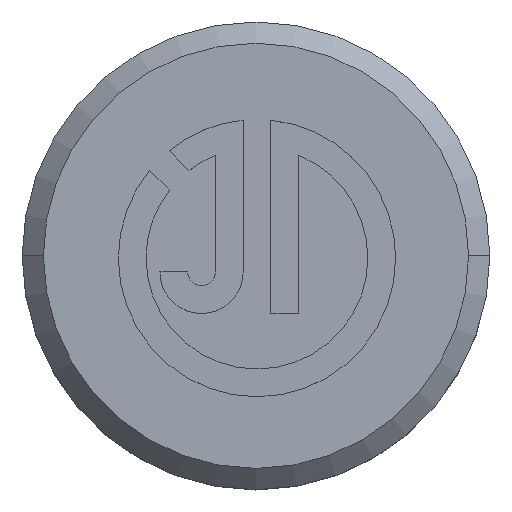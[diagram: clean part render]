
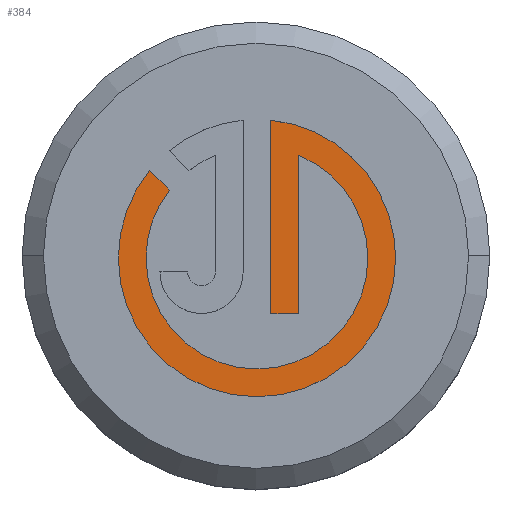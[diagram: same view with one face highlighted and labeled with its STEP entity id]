
A CAD part, top view. The second image highlights one B-rep face of the part: STEP entity #384.
In plain terms, the highlighted planar face has unit normal (0, 0, 1).
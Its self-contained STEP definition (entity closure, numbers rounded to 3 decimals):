
#10 = CARTESIAN_POINT ( 'NONE',  ( 0.023, -0.053, 39.9 ) ) ;
#15 = AXIS2_PLACEMENT_3D ( 'NONE', #1789, #979, #134 ) ;
#44 = AXIS2_PLACEMENT_3D ( 'NONE', #1547, #737, #1680 ) ;
#68 = DIRECTION ( 'NONE',  ( 1., 0., 0. ) ) ;
#79 = DIRECTION ( 'NONE',  ( 0., 0., 1. ) ) ;
#86 = EDGE_CURVE ( 'NONE', #962, #1565, #1348, .T. ) ;
#94 = CARTESIAN_POINT ( 'NONE',  ( -2.586, -0.053, 39.9 ) ) ;
#99 = CARTESIAN_POINT ( 'NONE',  ( 0.023, -0.053, 39.9 ) ) ;
#131 = DIRECTION ( 'NONE',  ( 0., 0., 1. ) ) ;
#133 = DIRECTION ( 'NONE',  ( 0., 0., 1. ) ) ;
#134 = DIRECTION ( 'NONE',  ( -1., 0., 0. ) ) ;
#199 = VERTEX_POINT ( 'NONE', #1191 ) ;
#239 = DIRECTION ( 'NONE',  ( -1., 0., 0. ) ) ;
#258 = VERTEX_POINT ( 'NONE', #94 ) ;
#266 = LINE ( 'NONE', #1130, #1330 ) ;
#273 = ORIENTED_EDGE ( 'NONE', *, *, #1103, .T. ) ;
#300 = CARTESIAN_POINT ( 'NONE',  ( 1.001, 2.365, 39.9 ) ) ;
#360 = EDGE_CURVE ( 'NONE', #1565, #1392, #1195, .T. ) ;
#365 = CARTESIAN_POINT ( 'NONE',  ( 0., 0., 39.9 ) ) ;
#384 = ADVANCED_FACE ( 'NONE', ( #1516 ), #643, .T. ) ;
#389 = DIRECTION ( 'NONE',  ( 0., -1., 0. ) ) ;
#492 = ORIENTED_EDGE ( 'NONE', *, *, #1144, .T. ) ;
#558 = AXIS2_PLACEMENT_3D ( 'NONE', #975, #131, #1107 ) ;
#581 = LINE ( 'NONE', #1765, #913 ) ;
#587 = DIRECTION ( 'NONE',  ( 1., 0., 0. ) ) ;
#588 = CARTESIAN_POINT ( 'NONE',  ( 1.001, 0., 39.9 ) ) ;
#620 = EDGE_CURVE ( 'NONE', #1143, #199, #940, .T. ) ;
#637 = CARTESIAN_POINT ( 'NONE',  ( 0.023, -0.053, 39.9 ) ) ;
#641 = VERTEX_POINT ( 'NONE', #707 ) ;
#643 = PLANE ( 'NONE',  #1585 ) ;
#650 = DIRECTION ( 'NONE',  ( 0., 0., 1. ) ) ;
#670 = ORIENTED_EDGE ( 'NONE', *, *, #360, .T. ) ;
#707 = CARTESIAN_POINT ( 'NONE',  ( 0.349, 3.191, 39.9 ) ) ;
#728 = DIRECTION ( 'NONE',  ( -0.707, 0.707, 0. ) ) ;
#737 = DIRECTION ( 'NONE',  ( 0., 0., -1. ) ) ;
#765 = AXIS2_PLACEMENT_3D ( 'NONE', #10, #133, #1060 ) ;
#788 = CARTESIAN_POINT ( 'NONE',  ( 3.283, -0.053, 39.9 ) ) ;
#795 = DIRECTION ( 'NONE',  ( 1., 0., 0. ) ) ;
#822 = EDGE_LOOP ( 'NONE', ( #1540, #1366, #273, #1069, #1246, #670, #1048, #909, #492, #1064 ) ) ;
#839 = VERTEX_POINT ( 'NONE', #1598 ) ;
#895 = VECTOR ( 'NONE', #1554, 1000. ) ;
#909 = ORIENTED_EDGE ( 'NONE', *, *, #1542, .T. ) ;
#913 = VECTOR ( 'NONE', #389, 1000. ) ;
#940 = CIRCLE ( 'NONE', #15, 2.608 ) ;
#956 = CARTESIAN_POINT ( 'NONE',  ( -3.238, -0.053, 39.9 ) ) ;
#962 = VERTEX_POINT ( 'NONE', #1372 ) ;
#975 = CARTESIAN_POINT ( 'NONE',  ( 0.023, -0.053, 39.9 ) ) ;
#979 = DIRECTION ( 'NONE',  ( 0., 0., -1. ) ) ;
#983 = EDGE_CURVE ( 'NONE', #1392, #641, #1299, .T. ) ;
#993 = CARTESIAN_POINT ( 'NONE',  ( 1.001, -1.357, 39.9 ) ) ;
#1048 = ORIENTED_EDGE ( 'NONE', *, *, #983, .T. ) ;
#1060 = DIRECTION ( 'NONE',  ( 1., 0., 0. ) ) ;
#1064 = ORIENTED_EDGE ( 'NONE', *, *, #1781, .T. ) ;
#1069 = ORIENTED_EDGE ( 'NONE', *, *, #1746, .T. ) ;
#1080 = DIRECTION ( 'NONE',  ( 0., 0., -1. ) ) ;
#1103 = EDGE_CURVE ( 'NONE', #258, #1590, #1490, .T. ) ;
#1107 = DIRECTION ( 'NONE',  ( 1., 0., 0. ) ) ;
#1130 = CARTESIAN_POINT ( 'NONE',  ( -2.038, 1.546, 39.9 ) ) ;
#1143 = VERTEX_POINT ( 'NONE', #300 ) ;
#1144 = EDGE_CURVE ( 'NONE', #839, #1751, #1766, .T. ) ;
#1166 = AXIS2_PLACEMENT_3D ( 'NONE', #99, #1080, #239 ) ;
#1191 = CARTESIAN_POINT ( 'NONE',  ( 2.631, -0.053, 39.9 ) ) ;
#1195 = CIRCLE ( 'NONE', #1215, 3.261 ) ;
#1215 = AXIS2_PLACEMENT_3D ( 'NONE', #637, #650, #795 ) ;
#1246 = ORIENTED_EDGE ( 'NONE', *, *, #86, .T. ) ;
#1299 = CIRCLE ( 'NONE', #558, 3.261 ) ;
#1330 = VECTOR ( 'NONE', #728, 1000. ) ;
#1348 = CIRCLE ( 'NONE', #765, 3.261 ) ;
#1366 = ORIENTED_EDGE ( 'NONE', *, *, #1506, .T. ) ;
#1372 = CARTESIAN_POINT ( 'NONE',  ( -2.502, 2.01, 39.9 ) ) ;
#1392 = VERTEX_POINT ( 'NONE', #788 ) ;
#1407 = VECTOR ( 'NONE', #587, 1000. ) ;
#1415 = CARTESIAN_POINT ( 'NONE',  ( 0., -1.357, 39.9 ) ) ;
#1490 = CIRCLE ( 'NONE', #44, 2.608 ) ;
#1502 = CARTESIAN_POINT ( 'NONE',  ( -2.038, 1.546, 39.9 ) ) ;
#1506 = EDGE_CURVE ( 'NONE', #199, #258, #1678, .T. ) ;
#1516 = FACE_OUTER_BOUND ( 'NONE', #822, .T. ) ;
#1540 = ORIENTED_EDGE ( 'NONE', *, *, #620, .T. ) ;
#1542 = EDGE_CURVE ( 'NONE', #641, #839, #581, .T. ) ;
#1547 = CARTESIAN_POINT ( 'NONE',  ( 0.023, -0.053, 39.9 ) ) ;
#1554 = DIRECTION ( 'NONE',  ( 0., 1., 0. ) ) ;
#1565 = VERTEX_POINT ( 'NONE', #956 ) ;
#1585 = AXIS2_PLACEMENT_3D ( 'NONE', #365, #79, #68 ) ;
#1590 = VERTEX_POINT ( 'NONE', #1502 ) ;
#1598 = CARTESIAN_POINT ( 'NONE',  ( 0.349, -1.357, 39.9 ) ) ;
#1655 = LINE ( 'NONE', #588, #895 ) ;
#1678 = CIRCLE ( 'NONE', #1166, 2.608 ) ;
#1680 = DIRECTION ( 'NONE',  ( -1., 0., 0. ) ) ;
#1746 = EDGE_CURVE ( 'NONE', #1590, #962, #266, .T. ) ;
#1751 = VERTEX_POINT ( 'NONE', #993 ) ;
#1765 = CARTESIAN_POINT ( 'NONE',  ( 0.349, 0., 39.9 ) ) ;
#1766 = LINE ( 'NONE', #1415, #1407 ) ;
#1781 = EDGE_CURVE ( 'NONE', #1751, #1143, #1655, .T. ) ;
#1789 = CARTESIAN_POINT ( 'NONE',  ( 0.023, -0.053, 39.9 ) ) ;
